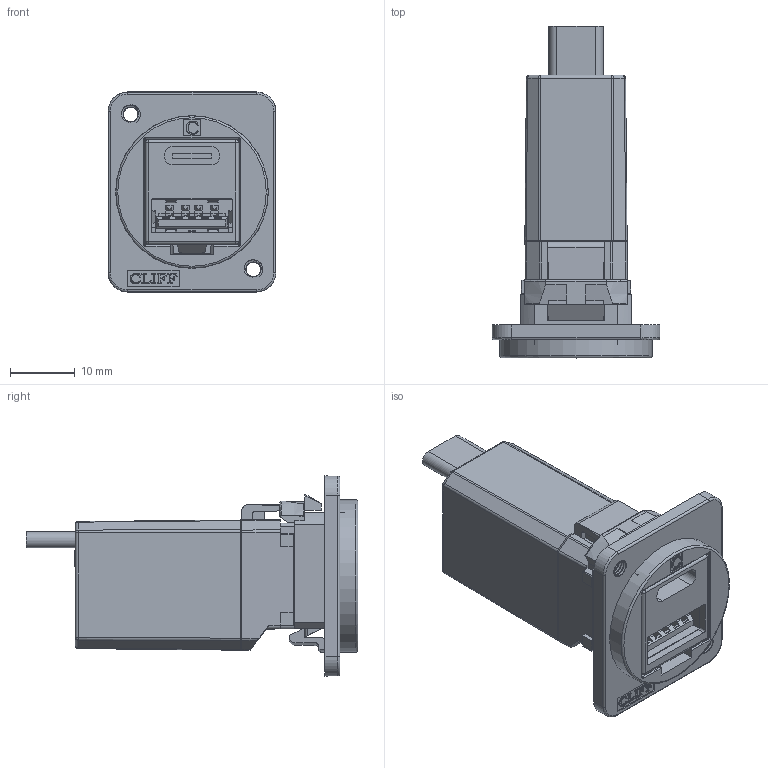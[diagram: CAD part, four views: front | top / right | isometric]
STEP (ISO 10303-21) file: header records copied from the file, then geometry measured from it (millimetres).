
FILE_DESCRIPTION(/* description */ (''),/* implementation_level */ '2;1');
FILE_NAME(/* name */ 'CP30234M3B M3.stp',/* time_stamp */ '2025-01-03T09:49:44Z',/* author */ ('tottley'),/* organization */ (''),/* preprocessor_version */ 'ST-DEVELOPER v20',/* originating_system */ 'Autodesk Inventor 2025',/* authorisation */ '');
FILE_SCHEMA (('AUTOMOTIVE_DESIGN { 1 0 10303 214 3 1 1 }'));
Products named in the file (1): Part1
Bounding box: 26 x 51.41 x 31 mm (x, y, z)
Volume: 8788.5 mm3; surface area: 15914.5 mm2
Topology: 1 solids, 2 shells, 1572 faces, 4444 edges, 2884 vertices
Faces by surface type: plane 1138, cylinder 276, bspline 100, torus 24, sphere 18, cone 16
Full cylindrical faces by diameter (mm): 2.259 x2
Entity records: 56565 total; most frequent: CARTESIAN_POINT 14497, ORIENTED_EDGE 8860, DIRECTION 7733, EDGE_CURVE 4430, LINE 3517, VECTOR 3517, VERTEX_POINT 2884, AXIS2_PLACEMENT_3D 2108
